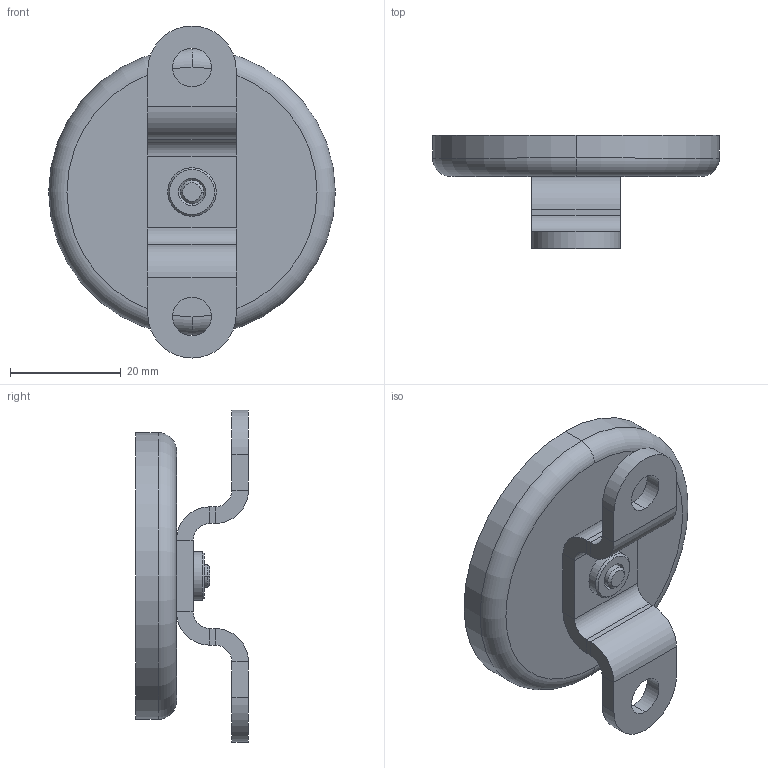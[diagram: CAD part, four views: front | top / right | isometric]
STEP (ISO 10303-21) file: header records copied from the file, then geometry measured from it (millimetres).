
FILE_DESCRIPTION((''),'2;1');
FILE_NAME('173685_ASM','2013-08-22T',('pdmadmin'),(''),'PRO/ENGINEER BY PARAMETRIC TECHNOLOGY CORPORATION, 2012300','PRO/ENGINEER BY PARAMETRIC TECHNOLOGY CORPORATION, 2012300','');
FILE_SCHEMA(('CONFIG_CONTROL_DESIGN'));
Length unit declared in the file: millimetre
Products named in the file (6): 170289; SP-M5-2_PEM_INSERT; 170289_ASM; 160300; 133892; 173685_ASM
Assembly tree (5 placements, depth 3):
  173685_ASM
    170289_ASM
      170289
      SP-M5-2_PEM_INSERT
    160300
    133892
Bounding box: 51.8 x 20.4 x 60 mm (x, y, z)
Volume: 16460.1 mm3; surface area: 8734.7 mm2
Topology: 4 solids, 4 shells, 314 faces, 830 edges, 538 vertices
Faces by surface type: plane 266, cylinder 34, cone 10, torus 2, bspline 2
Entity records: 9803 total; most frequent: CARTESIAN_POINT 1813, ORIENTED_EDGE 1660, DIRECTION 1556, EDGE_CURVE 830, VECTOR 738, LINE 738, VERTEX_POINT 538, AXIS2_PLACEMENT_3D 409
